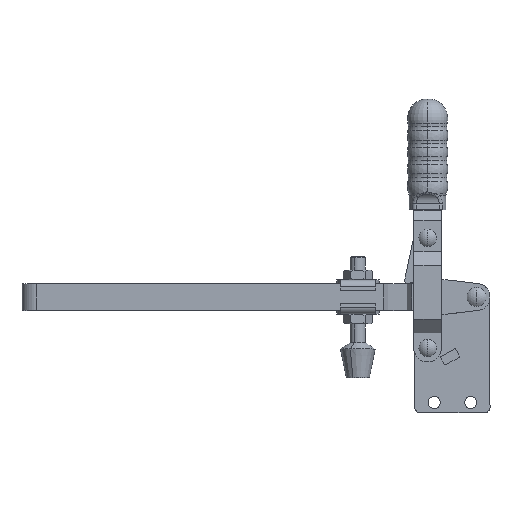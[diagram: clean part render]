
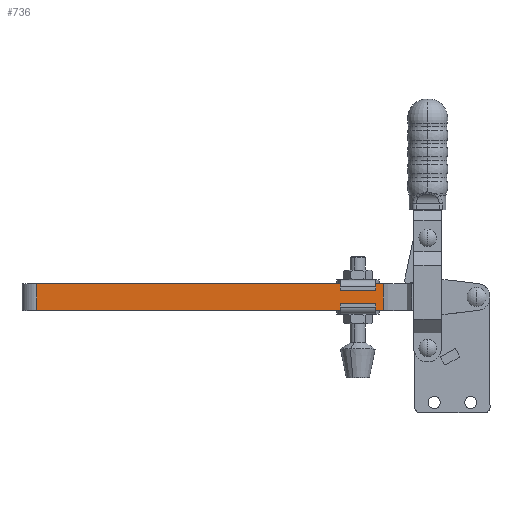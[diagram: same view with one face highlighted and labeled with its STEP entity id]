
A CAD part, top view. The second image highlights one B-rep face of the part: STEP entity #736.
In plain terms, the highlighted planar face has unit normal (0, 0, 1).
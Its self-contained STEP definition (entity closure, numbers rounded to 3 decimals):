
#68 = EDGE_CURVE ( 'NONE', #3804, #1881, #1104, .T. ) ;
#315 = AXIS2_PLACEMENT_3D ( 'NONE', #4719, #4392, #7015 ) ;
#671 = ORIENTED_EDGE ( 'NONE', *, *, #7642, .F. ) ;
#736 = ADVANCED_FACE ( 'NONE', ( #6418 ), #4764, .T. ) ;
#806 = CARTESIAN_POINT ( 'NONE',  ( -235.3, 34.45, 7.7 ) ) ;
#911 = VECTOR ( 'NONE', #8878, 1000. ) ;
#929 = DIRECTION ( 'NONE',  ( 1., 0., 0. ) ) ;
#1104 = LINE ( 'NONE', #10482, #10229 ) ;
#1520 = EDGE_CURVE ( 'NONE', #4812, #10861, #8469, .T. ) ;
#1614 = CARTESIAN_POINT ( 'NONE',  ( -55.5, 37.2, 7.7 ) ) ;
#1758 = DIRECTION ( 'NONE',  ( 0., 1., 0. ) ) ;
#1881 = VERTEX_POINT ( 'NONE', #1614 ) ;
#2180 = CARTESIAN_POINT ( 'NONE',  ( -235.3, 51.2, 7.7 ) ) ;
#2304 = ORIENTED_EDGE ( 'NONE', *, *, #1520, .T. ) ;
#2684 = LINE ( 'NONE', #6590, #12096 ) ;
#2887 = CARTESIAN_POINT ( 'NONE',  ( -243., 51.2, 7.7 ) ) ;
#3804 = VERTEX_POINT ( 'NONE', #7881 ) ;
#4392 = DIRECTION ( 'NONE',  ( 0., 0., 1. ) ) ;
#4470 = ORIENTED_EDGE ( 'NONE', *, *, #6129, .T. ) ;
#4719 = CARTESIAN_POINT ( 'NONE',  ( -235.3, 34.45, 7.7 ) ) ;
#4764 = PLANE ( 'NONE',  #315 ) ;
#4812 = VERTEX_POINT ( 'NONE', #5910 ) ;
#5910 = CARTESIAN_POINT ( 'NONE',  ( -55.5, 51.2, 7.7 ) ) ;
#6129 = EDGE_CURVE ( 'NONE', #1881, #4812, #2684, .T. ) ;
#6418 = FACE_OUTER_BOUND ( 'NONE', #9217, .T. ) ;
#6590 = CARTESIAN_POINT ( 'NONE',  ( -55.5, 34.45, 7.7 ) ) ;
#7015 = DIRECTION ( 'NONE',  ( 1., 0., 0. ) ) ;
#7295 = VECTOR ( 'NONE', #1758, 1000. ) ;
#7562 = DIRECTION ( 'NONE',  ( 0., 1., 0. ) ) ;
#7642 = EDGE_CURVE ( 'NONE', #3804, #10861, #11666, .T. ) ;
#7881 = CARTESIAN_POINT ( 'NONE',  ( -235.3, 37.2, 7.7 ) ) ;
#8469 = LINE ( 'NONE', #2887, #911 ) ;
#8878 = DIRECTION ( 'NONE',  ( -1., 0., 0. ) ) ;
#9217 = EDGE_LOOP ( 'NONE', ( #671, #12155, #4470, #2304 ) ) ;
#10229 = VECTOR ( 'NONE', #929, 1000. ) ;
#10482 = CARTESIAN_POINT ( 'NONE',  ( -243., 37.2, 7.7 ) ) ;
#10861 = VERTEX_POINT ( 'NONE', #2180 ) ;
#11666 = LINE ( 'NONE', #806, #7295 ) ;
#12096 = VECTOR ( 'NONE', #7562, 1000. ) ;
#12155 = ORIENTED_EDGE ( 'NONE', *, *, #68, .T. ) ;
